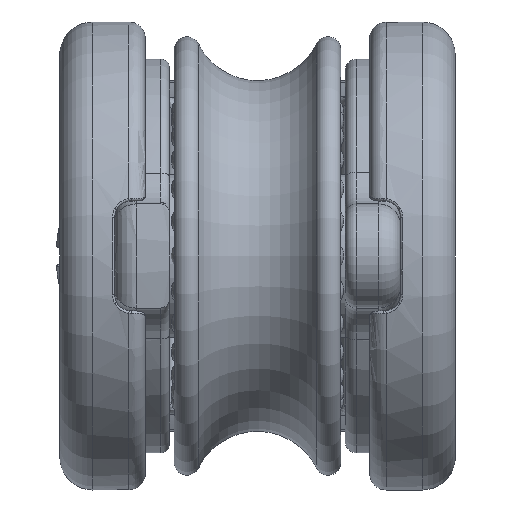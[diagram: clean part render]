
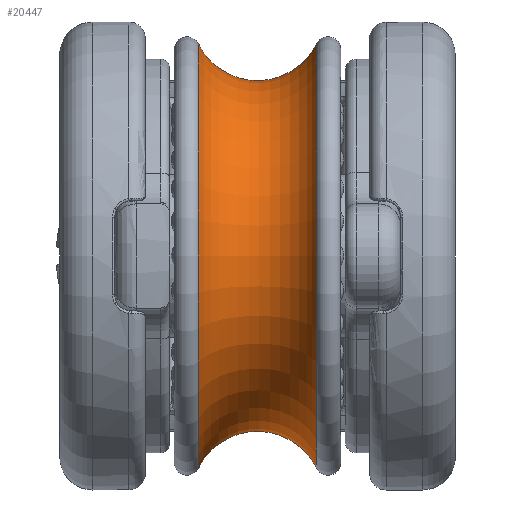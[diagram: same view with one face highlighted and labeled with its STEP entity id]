
A CAD part, front view. The second image highlights one B-rep face of the part: STEP entity #20447.
In plain terms, the highlighted toroidal (fillet/blend) face has major radius 22 mm and minor radius 6 mm.
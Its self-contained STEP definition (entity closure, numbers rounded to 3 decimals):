
#638=TOROIDAL_SURFACE('',#22076,22.,6.);
#4594=FACE_BOUND('',#7190,.T.);
#5783=FACE_OUTER_BOUND('',#7189,.T.);
#7189=EDGE_LOOP('',(#18787));
#7190=EDGE_LOOP('',(#18788));
#7955=CIRCLE('',#22075,19.348);
#7956=CIRCLE('',#22077,19.348);
#9921=VERTEX_POINT('',#39795);
#9922=VERTEX_POINT('',#39798);
#12877=EDGE_CURVE('',#9921,#9921,#7955,.T.);
#12878=EDGE_CURVE('',#9922,#9922,#7956,.T.);
#18787=ORIENTED_EDGE('',*,*,#12878,.F.);
#18788=ORIENTED_EDGE('',*,*,#12877,.T.);
#20447=ADVANCED_FACE('',(#5783,#4594),#638,.F.);
#22075=AXIS2_PLACEMENT_3D('',#39796,#26761,#26762);
#22076=AXIS2_PLACEMENT_3D('',#39797,#26763,#26764);
#22077=AXIS2_PLACEMENT_3D('',#39799,#26765,#26766);
#26761=DIRECTION('center_axis',(-1.,0.,0.));
#26762=DIRECTION('ref_axis',(0.,0.,
1.));
#26763=DIRECTION('center_axis',(-1.,0.,0.));
#26764=DIRECTION('ref_axis',(0.,0.,
1.));
#26765=DIRECTION('center_axis',(-1.,0.,0.));
#26766=DIRECTION('ref_axis',(0.,0.,
1.));
#39795=CARTESIAN_POINT('',(5.382,19.348,0.));
#39796=CARTESIAN_POINT('Origin',(5.382,0.,
0.));
#39797=CARTESIAN_POINT('Origin',(0.,0.,0.));
#39798=CARTESIAN_POINT('',(-5.382,19.348,0.));
#39799=CARTESIAN_POINT('Origin',(-5.382,0.,
0.));
